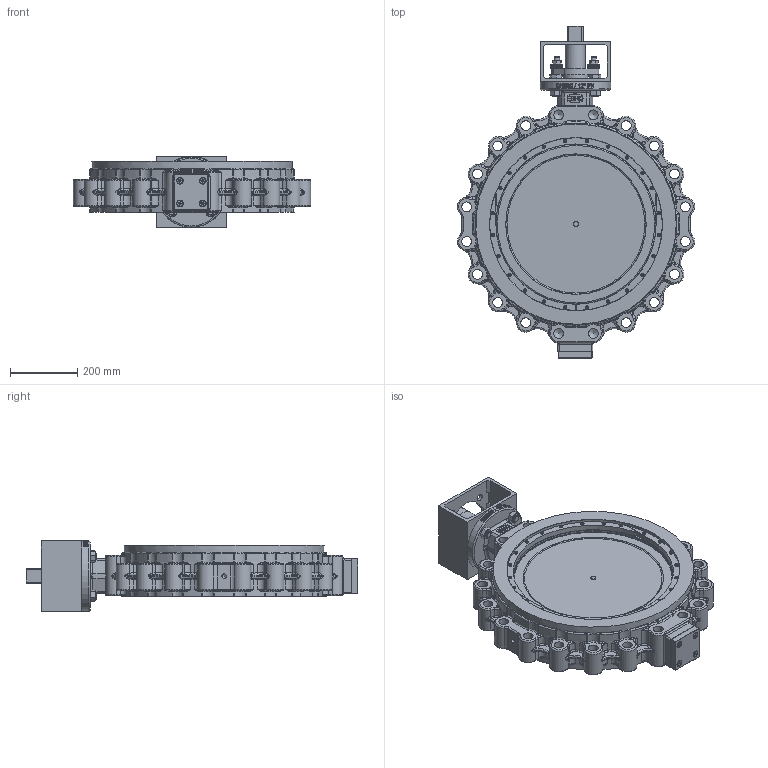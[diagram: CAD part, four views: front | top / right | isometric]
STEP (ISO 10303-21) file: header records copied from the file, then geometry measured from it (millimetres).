
FILE_DESCRIPTION(/* description */ (''),/* implementation_level */ '2;1');
FILE_NAME(/* name */ 'HP114-SEG-K3 DN500 PN25.stp',/* time_stamp */ '2018-11-27T08:17:59+01:00',/* author */ ('hellwig'),/* organization */ (''),/* preprocessor_version */ 'ST-DEVELOPER v16.5',/* originating_system */ 'Autodesk Inventor 2017',/* authorisation */ '');
FILE_SCHEMA (('CONFIG_CONTROL_DESIGN'));
Products named in the file (1): M55376
Bounding box: 707.85 x 990 x 211 mm (x, y, z)
Volume: 24942.6 mm3; surface area: 2655480.4 mm2
Topology: 27 solids, 30 shells, 2929 faces, 7176 edges, 4184 vertices
Faces by surface type: plane 840, cylinder 834, torus 618, bspline 361, cone 216, sphere 60
Full cylindrical faces by diameter (mm): 6 x4, 10 x48, 10.106 x4, 12 x4, 13.5 x4, 13.835 x4, 14 x1, 16 x7, 16.2 x3, 17.5 x2, 18 x4, 18.3 x12, 18.647 x4, 20 x12, 22 x8, 27.7 x4, 29.211 x24, 35.5 x12, 60 x2, 60.05 x4, 60.2 x3, 60.3 x1, 63 x1, 63.3 x3, 64.5 x1, 65.5 x1, 66 x1, 73.8 x1, 74 x2, 74.5 x1
Entity records: 113708 total; most frequent: CARTESIAN_POINT 46426, DIRECTION 13898, ORIENTED_EDGE 12788, EDGE_CURVE 6380, AXIS2_PLACEMENT_3D 5868, VERTEX_POINT 4020, EDGE_LOOP 3598, CIRCLE 3055
